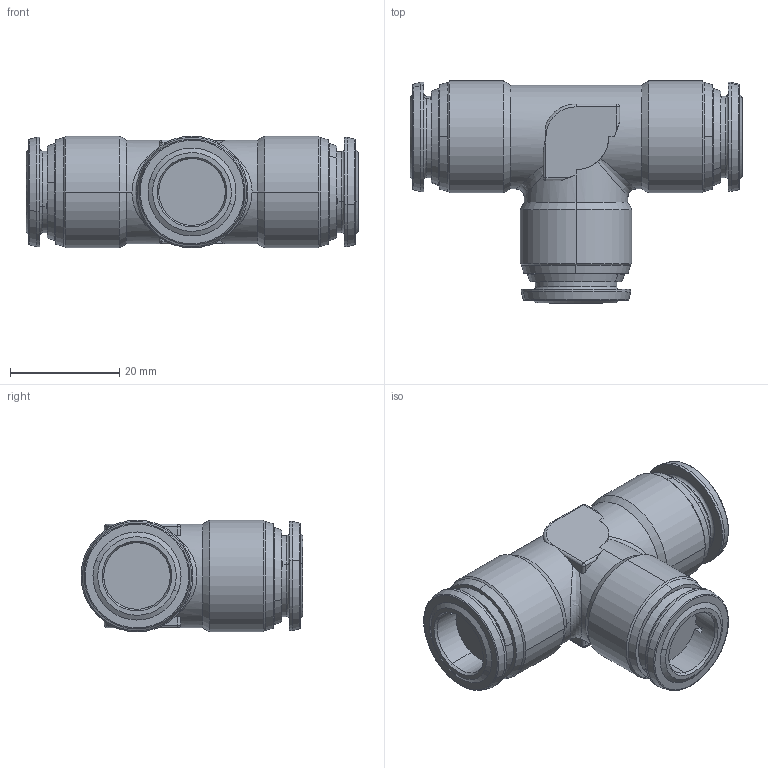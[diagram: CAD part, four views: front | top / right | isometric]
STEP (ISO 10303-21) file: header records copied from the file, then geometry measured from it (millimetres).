
FILE_DESCRIPTION (( 'STEP AP214' ), '1' );
FILE_NAME ('6023000005.step', '2012-10-16T16:35:19', ( '' ), ( '' ), 'SwSTEP 2.0', 'SolidWorks 2012', '' );
FILE_SCHEMA (( 'AUTOMOTIVE_DESIGN' ));
Length unit declared in the file: millimetre
Products named in the file (1): 6023000005
Bounding box: 60.8 x 40.65 x 20.5 mm (x, y, z)
Volume: 22646.3 mm3; surface area: 7420.3 mm2
Topology: 1 solids, 1 shells, 180 faces, 431 edges, 258 vertices
Faces by surface type: cone 54, cylinder 50, plane 50, torus 20, sphere 4, bspline 2
Entity records: 7475 total; most frequent: CARTESIAN_POINT 1210, DIRECTION 965, ORIENTED_EDGE 854, EDGE_CURVE 427, AXIS2_PLACEMENT_3D 395, VERTEX_POINT 258, CIRCLE 216, EDGE_LOOP 201
